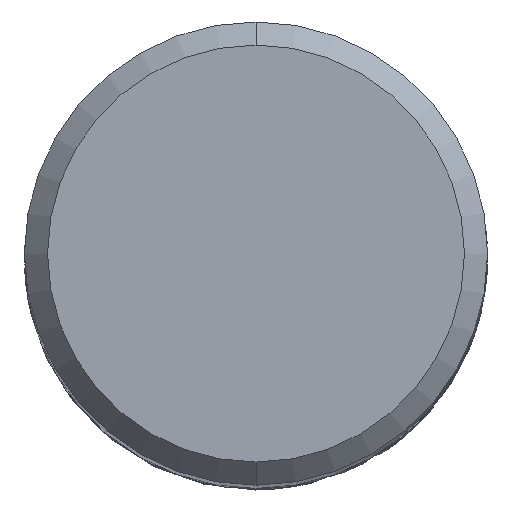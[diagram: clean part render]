
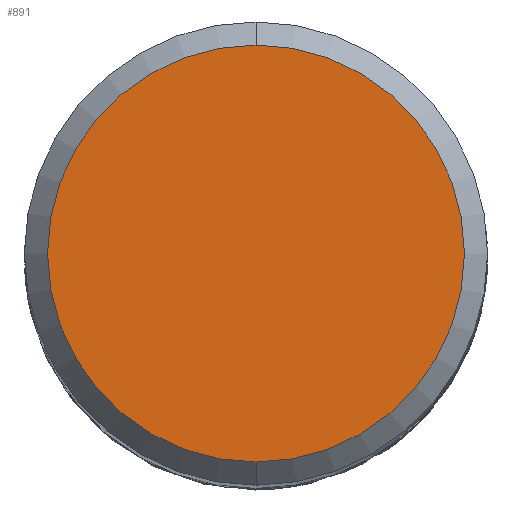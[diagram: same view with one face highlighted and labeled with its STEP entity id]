
A CAD part, top view. The second image highlights one B-rep face of the part: STEP entity #891.
In plain terms, the highlighted planar face has unit normal (0, 0, 1).
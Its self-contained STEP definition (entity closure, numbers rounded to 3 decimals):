
#527=VERTEX_POINT('',#1456);
#641=EDGE_CURVE('',#1347,#527,#1577,.T.);
#699=EDGE_CURVE('',#527,#1347,#1638,.T.);
#891=ADVANCED_FACE('',(#1851),#1852,.T.);
#1347=VERTEX_POINT('',#2353);
#1456=CARTESIAN_POINT('',(0.0,5.4,0.0));
#1577=CIRCLE('',#3613,5.4);
#1638=CIRCLE('',#4153,5.4);
#1851=FACE_OUTER_BOUND('',#7055,.T.);
#1852=PLANE('',#7056);
#2353=CARTESIAN_POINT('',(0.,-5.4,0.0));
#3613=AXIS2_PLACEMENT_3D('',#13739,#13740,#13741);
#4153=AXIS2_PLACEMENT_3D('',#13777,#13778,#13779);
#7055=EDGE_LOOP('',(#13991,#13992));
#7056=AXIS2_PLACEMENT_3D('',#13993,#13994,#13995);
#13739=CARTESIAN_POINT('',(0.0,0.0,0.0));
#13740=DIRECTION('',(0.0,0.0,-1.0));
#13741=DIRECTION('',(0.0,1.0,0.0));
#13777=CARTESIAN_POINT('',(0.0,0.0,0.0));
#13778=DIRECTION('',(0.0,0.0,-1.0));
#13779=DIRECTION('',(0.0,1.0,0.0));
#13991=ORIENTED_EDGE('',*,*,#699,.F.);
#13992=ORIENTED_EDGE('',*,*,#641,.F.);
#13993=CARTESIAN_POINT('',(0.0,2.7,0.0));
#13994=DIRECTION('',(-0.0,0.0,1.0));
#13995=DIRECTION('',(0.0,-1.0,0.0));
